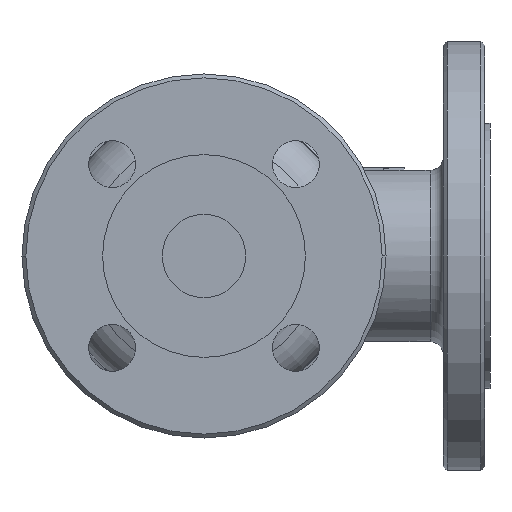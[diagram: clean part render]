
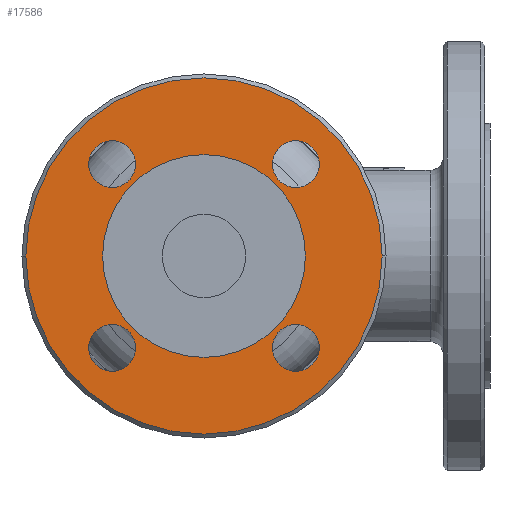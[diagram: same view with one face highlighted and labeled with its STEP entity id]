
A CAD part, front view. The second image highlights one B-rep face of the part: STEP entity #17586.
In plain terms, the highlighted planar face has unit normal (0, -1, 0).
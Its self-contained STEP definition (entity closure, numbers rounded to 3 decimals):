
#253 = DIRECTION ( 'NONE',  ( 0., -1., 0. ) ) ;
#853 = DIRECTION ( 'NONE',  ( 1., 0., 0. ) ) ;
#1511 = ORIENTED_EDGE ( 'NONE', *, *, #35107, .F. ) ;
#2172 = VERTEX_POINT ( 'NONE', #13440 ) ;
#2201 = CARTESIAN_POINT ( 'NONE',  ( -39., 2., 0. ) ) ;
#3747 = VERTEX_POINT ( 'NONE', #25250 ) ;
#4727 = FACE_BOUND ( 'NONE', #22491, .T. ) ;
#4870 = EDGE_CURVE ( 'NONE', #14395, #5813, #16828, .T. ) ;
#5102 = VERTEX_POINT ( 'NONE', #31533 ) ;
#5167 = AXIS2_PLACEMENT_3D ( 'NONE', #13879, #34025, #37738 ) ;
#5287 = FACE_BOUND ( 'NONE', #15253, .T. ) ;
#5412 = DIRECTION ( 'NONE',  ( 0., -1., 0. ) ) ;
#5708 = DIRECTION ( 'NONE',  ( 1., 0., 0. ) ) ;
#5813 = VERTEX_POINT ( 'NONE', #31992 ) ;
#6003 = CARTESIAN_POINT ( 'NONE',  ( 35.355, 2., 35.355 ) ) ;
#6499 = CIRCLE ( 'NONE', #19734, 39. ) ;
#7490 = CARTESIAN_POINT ( 'NONE',  ( 35.355, 2., -35.355 ) ) ;
#7697 = CARTESIAN_POINT ( 'NONE',  ( 0., 2., 0. ) ) ;
#9213 = DIRECTION ( 'NONE',  ( 0., -1., 0. ) ) ;
#9546 = CARTESIAN_POINT ( 'NONE',  ( -35.355, 2., 35.355 ) ) ;
#10018 = AXIS2_PLACEMENT_3D ( 'NONE', #7697, #24907, #28302 ) ;
#10596 = VERTEX_POINT ( 'NONE', #28350 ) ;
#10918 = ORIENTED_EDGE ( 'NONE', *, *, #39558, .T. ) ;
#10989 = CARTESIAN_POINT ( 'NONE',  ( 35.355, 2., -35.355 ) ) ;
#11076 = VERTEX_POINT ( 'NONE', #21567 ) ;
#11634 = EDGE_CURVE ( 'NONE', #10596, #5102, #16582, .T. ) ;
#12930 = ORIENTED_EDGE ( 'NONE', *, *, #16695, .F. ) ;
#13440 = CARTESIAN_POINT ( 'NONE',  ( 26.355, 2., -35.355 ) ) ;
#13706 = DIRECTION ( 'NONE',  ( 0., -1., 0. ) ) ;
#13818 = VERTEX_POINT ( 'NONE', #14533 ) ;
#13879 = CARTESIAN_POINT ( 'NONE',  ( 0., 2., 0. ) ) ;
#14209 = FACE_BOUND ( 'NONE', #35180, .T. ) ;
#14271 = EDGE_CURVE ( 'NONE', #5813, #14395, #21702, .T. ) ;
#14395 = VERTEX_POINT ( 'NONE', #28671 ) ;
#14527 = ORIENTED_EDGE ( 'NONE', *, *, #11634, .F. ) ;
#14533 = CARTESIAN_POINT ( 'NONE',  ( -68.5, 2., 0. ) ) ;
#14873 = CARTESIAN_POINT ( 'NONE',  ( 0., 2., 0. ) ) ;
#15123 = ORIENTED_EDGE ( 'NONE', *, *, #31423, .T. ) ;
#15253 = EDGE_LOOP ( 'NONE', ( #32529, #37349 ) ) ;
#15973 = ORIENTED_EDGE ( 'NONE', *, *, #43158, .F. ) ;
#16582 = CIRCLE ( 'NONE', #33888, 9. ) ;
#16695 = EDGE_CURVE ( 'NONE', #5102, #10596, #22673, .T. ) ;
#16828 = CIRCLE ( 'NONE', #24079, 9. ) ;
#16867 = FACE_OUTER_BOUND ( 'NONE', #39169, .T. ) ;
#17093 = AXIS2_PLACEMENT_3D ( 'NONE', #40612, #253, #40465 ) ;
#17556 = EDGE_LOOP ( 'NONE', ( #43062, #15973 ) ) ;
#17586 = ADVANCED_FACE ( 'NONE', ( #16867, #39024, #4727, #14209, #5287, #32639 ), #22322, .T. ) ;
#17608 = CARTESIAN_POINT ( 'NONE',  ( -39., 2., 0. ) ) ;
#18246 = DIRECTION ( 'NONE',  ( -1., 0., 0. ) ) ;
#18366 = CIRCLE ( 'NONE', #29836, 68.5 ) ;
#18571 = DIRECTION ( 'NONE',  ( 1., 0., 0. ) ) ;
#19734 = AXIS2_PLACEMENT_3D ( 'NONE', #14873, #35642, #18246 ) ;
#19893 = CIRCLE ( 'NONE', #17093, 9. ) ;
#19978 = ORIENTED_EDGE ( 'NONE', *, *, #26895, .T. ) ;
#20628 = EDGE_CURVE ( 'NONE', #30435, #13818, #18366, .T. ) ;
#20889 = CARTESIAN_POINT ( 'NONE',  ( -44.355, 2., -35.355 ) ) ;
#21494 = CARTESIAN_POINT ( 'NONE',  ( 39., 2., 0. ) ) ;
#21567 = CARTESIAN_POINT ( 'NONE',  ( 44.355, 2., -35.355 ) ) ;
#21650 = CARTESIAN_POINT ( 'NONE',  ( 68.5, 2., 0. ) ) ;
#21702 = CIRCLE ( 'NONE', #37091, 9. ) ;
#21865 = CIRCLE ( 'NONE', #5167, 39. ) ;
#22071 = CIRCLE ( 'NONE', #35484, 9. ) ;
#22171 = DIRECTION ( 'NONE',  ( 1., 0., 0. ) ) ;
#22322 = PLANE ( 'NONE',  #34263 ) ;
#22491 = EDGE_LOOP ( 'NONE', ( #43388, #1511 ) ) ;
#22673 = CIRCLE ( 'NONE', #34525, 9. ) ;
#22941 = CARTESIAN_POINT ( 'NONE',  ( -35.355, 2., 35.355 ) ) ;
#23458 = AXIS2_PLACEMENT_3D ( 'NONE', #7490, #37843, #27658 ) ;
#24079 = AXIS2_PLACEMENT_3D ( 'NONE', #6003, #5412, #22171 ) ;
#24907 = DIRECTION ( 'NONE',  ( 0., -1., 0. ) ) ;
#25250 = CARTESIAN_POINT ( 'NONE',  ( -26.355, 2., -35.355 ) ) ;
#25375 = CARTESIAN_POINT ( 'NONE',  ( 0., 2., 0. ) ) ;
#25636 = CARTESIAN_POINT ( 'NONE',  ( 35.355, 2., 35.355 ) ) ;
#25787 = DIRECTION ( 'NONE',  ( 0., -1., 0. ) ) ;
#25825 = VERTEX_POINT ( 'NONE', #21494 ) ;
#26005 = ORIENTED_EDGE ( 'NONE', *, *, #20628, .T. ) ;
#26343 = DIRECTION ( 'NONE',  ( 0., -1., 0. ) ) ;
#26801 = CIRCLE ( 'NONE', #10018, 68.5 ) ;
#26895 = EDGE_CURVE ( 'NONE', #25825, #33916, #21865, .T. ) ;
#27520 = CARTESIAN_POINT ( 'NONE',  ( -35.355, 2., -35.355 ) ) ;
#27658 = DIRECTION ( 'NONE',  ( 1., 0., 0. ) ) ;
#28302 = DIRECTION ( 'NONE',  ( 1., 0., 0. ) ) ;
#28350 = CARTESIAN_POINT ( 'NONE',  ( -26.355, 2., 35.355 ) ) ;
#28671 = CARTESIAN_POINT ( 'NONE',  ( 26.355, 2., 35.355 ) ) ;
#29563 = DIRECTION ( 'NONE',  ( 1., 0., 0. ) ) ;
#29836 = AXIS2_PLACEMENT_3D ( 'NONE', #25375, #35695, #38664 ) ;
#30435 = VERTEX_POINT ( 'NONE', #21650 ) ;
#31423 = EDGE_CURVE ( 'NONE', #33916, #25825, #6499, .T. ) ;
#31533 = CARTESIAN_POINT ( 'NONE',  ( -44.355, 2., 35.355 ) ) ;
#31584 = DIRECTION ( 'NONE',  ( 0., -1., 0. ) ) ;
#31992 = CARTESIAN_POINT ( 'NONE',  ( 44.355, 2., 35.355 ) ) ;
#32529 = ORIENTED_EDGE ( 'NONE', *, *, #14271, .F. ) ;
#32639 = FACE_BOUND ( 'NONE', #42248, .T. ) ;
#33888 = AXIS2_PLACEMENT_3D ( 'NONE', #9546, #39901, #29563 ) ;
#33916 = VERTEX_POINT ( 'NONE', #17608 ) ;
#34025 = DIRECTION ( 'NONE',  ( 0., 1., 0. ) ) ;
#34263 = AXIS2_PLACEMENT_3D ( 'NONE', #2201, #9213, #5708 ) ;
#34525 = AXIS2_PLACEMENT_3D ( 'NONE', #22941, #26343, #39912 ) ;
#34738 = CIRCLE ( 'NONE', #23458, 9. ) ;
#35107 = EDGE_CURVE ( 'NONE', #42192, #3747, #39537, .T. ) ;
#35180 = EDGE_LOOP ( 'NONE', ( #14527, #12930 ) ) ;
#35238 = EDGE_CURVE ( 'NONE', #11076, #2172, #34738, .T. ) ;
#35484 = AXIS2_PLACEMENT_3D ( 'NONE', #10989, #31584, #853 ) ;
#35642 = DIRECTION ( 'NONE',  ( 0., 1., 0. ) ) ;
#35695 = DIRECTION ( 'NONE',  ( 0., -1., 0. ) ) ;
#37091 = AXIS2_PLACEMENT_3D ( 'NONE', #25636, #25787, #18571 ) ;
#37349 = ORIENTED_EDGE ( 'NONE', *, *, #4870, .F. ) ;
#37738 = DIRECTION ( 'NONE',  ( -1., 0., 0. ) ) ;
#37843 = DIRECTION ( 'NONE',  ( 0., -1., 0. ) ) ;
#38664 = DIRECTION ( 'NONE',  ( 1., 0., 0. ) ) ;
#39024 = FACE_BOUND ( 'NONE', #17556, .T. ) ;
#39169 = EDGE_LOOP ( 'NONE', ( #10918, #26005 ) ) ;
#39537 = CIRCLE ( 'NONE', #42688, 9. ) ;
#39558 = EDGE_CURVE ( 'NONE', #13818, #30435, #26801, .T. ) ;
#39901 = DIRECTION ( 'NONE',  ( 0., -1., 0. ) ) ;
#39912 = DIRECTION ( 'NONE',  ( 1., 0., 0. ) ) ;
#40280 = EDGE_CURVE ( 'NONE', #3747, #42192, #19893, .T. ) ;
#40465 = DIRECTION ( 'NONE',  ( 1., 0., 0. ) ) ;
#40612 = CARTESIAN_POINT ( 'NONE',  ( -35.355, 2., -35.355 ) ) ;
#40946 = DIRECTION ( 'NONE',  ( 1., 0., 0. ) ) ;
#42192 = VERTEX_POINT ( 'NONE', #20889 ) ;
#42248 = EDGE_LOOP ( 'NONE', ( #15123, #19978 ) ) ;
#42688 = AXIS2_PLACEMENT_3D ( 'NONE', #27520, #13706, #40946 ) ;
#43062 = ORIENTED_EDGE ( 'NONE', *, *, #35238, .F. ) ;
#43158 = EDGE_CURVE ( 'NONE', #2172, #11076, #22071, .T. ) ;
#43388 = ORIENTED_EDGE ( 'NONE', *, *, #40280, .F. ) ;
